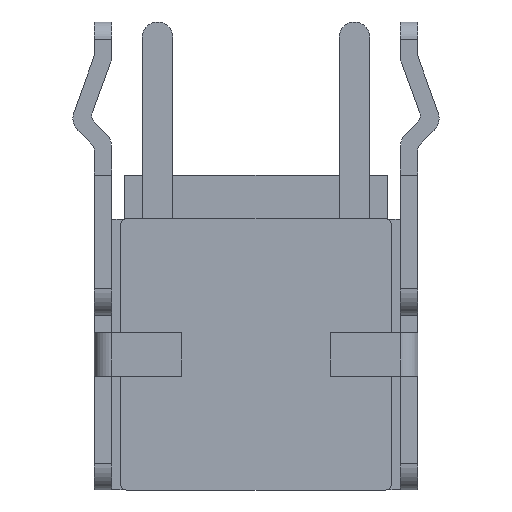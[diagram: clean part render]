
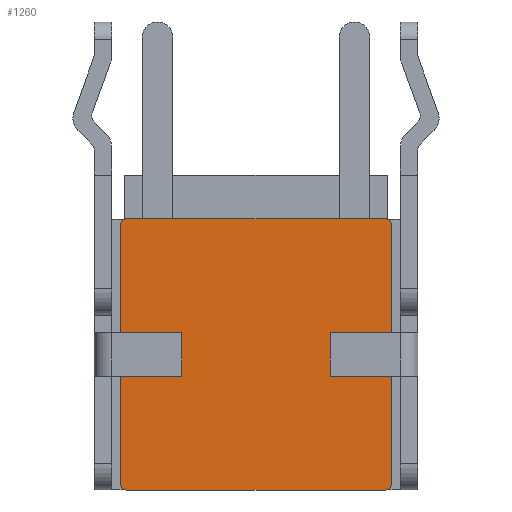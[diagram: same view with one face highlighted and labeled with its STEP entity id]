
A CAD part, front view. The second image highlights one B-rep face of the part: STEP entity #1260.
In plain terms, the highlighted planar face has unit normal (0, -1, 0).
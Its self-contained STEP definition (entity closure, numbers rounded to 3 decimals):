
#9 = EDGE_CURVE ( 'NONE', #70, #1723, #3791, .T. ) ;
#70 = VERTEX_POINT ( 'NONE', #1135 ) ;
#158 = VERTEX_POINT ( 'NONE', #896 ) ;
#161 = ORIENTED_EDGE ( 'NONE', *, *, #2443, .T. ) ;
#194 = VECTOR ( 'NONE', #385, 1000. ) ;
#212 = ORIENTED_EDGE ( 'NONE', *, *, #3475, .F. ) ;
#238 = CARTESIAN_POINT ( 'NONE',  ( -2.95, 0., 3.1 ) ) ;
#267 = CARTESIAN_POINT ( 'NONE',  ( 2.95, 0., -2.95 ) ) ;
#270 = AXIS2_PLACEMENT_3D ( 'NONE', #267, #544, #3023 ) ;
#272 = CARTESIAN_POINT ( 'NONE',  ( 1.7, 0., -0.5 ) ) ;
#292 = EDGE_CURVE ( 'NONE', #1965, #3671, #1831, .T. ) ;
#357 = CARTESIAN_POINT ( 'NONE',  ( 2.95, 0., 3.1 ) ) ;
#385 = DIRECTION ( 'NONE',  ( 1., 0., 0. ) ) ;
#409 = CARTESIAN_POINT ( 'NONE',  ( -3.1, 0., -2.95 ) ) ;
#425 = VECTOR ( 'NONE', #448, 1000. ) ;
#433 = DIRECTION ( 'NONE',  ( 0., 0., 1. ) ) ;
#436 = LINE ( 'NONE', #1989, #1910 ) ;
#442 = LINE ( 'NONE', #3938, #1021 ) ;
#446 = EDGE_CURVE ( 'NONE', #1490, #70, #1349, .T. ) ;
#448 = DIRECTION ( 'NONE',  ( 0., 0., -1. ) ) ;
#465 = VERTEX_POINT ( 'NONE', #975 ) ;
#478 = CARTESIAN_POINT ( 'NONE',  ( 1.7, 0., 0.5 ) ) ;
#481 = AXIS2_PLACEMENT_3D ( 'NONE', #1677, #3190, #433 ) ;
#516 = CARTESIAN_POINT ( 'NONE',  ( 2.95, 0., 2.95 ) ) ;
#525 = DIRECTION ( 'NONE',  ( 0., 0., 1. ) ) ;
#544 = DIRECTION ( 'NONE',  ( 0., -1., 0. ) ) ;
#564 = ORIENTED_EDGE ( 'NONE', *, *, #2681, .F. ) ;
#580 = LINE ( 'NONE', #1915, #3106 ) ;
#632 = CARTESIAN_POINT ( 'NONE',  ( 3.1, 0., 3.1 ) ) ;
#655 = ORIENTED_EDGE ( 'NONE', *, *, #4021, .T. ) ;
#692 = EDGE_CURVE ( 'NONE', #3671, #1913, #1824, .T. ) ;
#742 = CARTESIAN_POINT ( 'NONE',  ( 3.1, 0., 0.5 ) ) ;
#849 = VECTOR ( 'NONE', #1767, 1000. ) ;
#856 = CARTESIAN_POINT ( 'NONE',  ( 3.7, 0., -0.5 ) ) ;
#896 = CARTESIAN_POINT ( 'NONE',  ( 3.1, 0., -0.5 ) ) ;
#911 = CARTESIAN_POINT ( 'NONE',  ( -3.1, 0., -0.5 ) ) ;
#957 = EDGE_CURVE ( 'NONE', #2906, #1638, #580, .T. ) ;
#975 = CARTESIAN_POINT ( 'NONE',  ( -1.7, 0., 0.5 ) ) ;
#1021 = VECTOR ( 'NONE', #2099, 1000. ) ;
#1032 = EDGE_CURVE ( 'NONE', #1596, #4034, #436, .T. ) ;
#1034 = ORIENTED_EDGE ( 'NONE', *, *, #1032, .T. ) ;
#1081 = CARTESIAN_POINT ( 'NONE',  ( 3.1, 0., -2.95 ) ) ;
#1087 = EDGE_LOOP ( 'NONE', ( #3421, #564, #2973, #2915, #212, #161, #2185, #655, #1034, #2709, #2960, #3186, #1628, #2978, #2882, #2591 ) ) ;
#1107 = FACE_OUTER_BOUND ( 'NONE', #1087, .T. ) ;
#1127 = VECTOR ( 'NONE', #4040, 1000. ) ;
#1135 = CARTESIAN_POINT ( 'NONE',  ( 1.7, 0., 0.5 ) ) ;
#1215 = PLANE ( 'NONE',  #2261 ) ;
#1260 = ADVANCED_FACE ( 'NONE', ( #1107 ), #1215, .F. ) ;
#1262 = EDGE_CURVE ( 'NONE', #2906, #2120, #3751, .T. ) ;
#1349 = LINE ( 'NONE', #3741, #2929 ) ;
#1358 = LINE ( 'NONE', #2661, #2243 ) ;
#1395 = CARTESIAN_POINT ( 'NONE',  ( -2.95, 0., 2.95 ) ) ;
#1415 = CARTESIAN_POINT ( 'NONE',  ( -3.1, 0., 2.95 ) ) ;
#1490 = VERTEX_POINT ( 'NONE', #742 ) ;
#1519 = DIRECTION ( 'NONE',  ( 0., 0., -1. ) ) ;
#1535 = CARTESIAN_POINT ( 'NONE',  ( -3.1, 0., 3.1 ) ) ;
#1584 = EDGE_CURVE ( 'NONE', #1638, #465, #1358, .T. ) ;
#1596 = VERTEX_POINT ( 'NONE', #1415 ) ;
#1628 = ORIENTED_EDGE ( 'NONE', *, *, #1262, .T. ) ;
#1635 = CARTESIAN_POINT ( 'NONE',  ( -3.1, 0., 3.1 ) ) ;
#1638 = VERTEX_POINT ( 'NONE', #3970 ) ;
#1666 = LINE ( 'NONE', #1635, #194 ) ;
#1677 = CARTESIAN_POINT ( 'NONE',  ( -2.95, 0., -2.95 ) ) ;
#1719 = LINE ( 'NONE', #856, #1127 ) ;
#1723 = VERTEX_POINT ( 'NONE', #272 ) ;
#1767 = DIRECTION ( 'NONE',  ( 0., 0., -1. ) ) ;
#1795 = AXIS2_PLACEMENT_3D ( 'NONE', #1395, #1998, #2885 ) ;
#1824 = CIRCLE ( 'NONE', #270, 0.15 ) ;
#1831 = LINE ( 'NONE', #3625, #3245 ) ;
#1910 = VECTOR ( 'NONE', #3538, 1000. ) ;
#1913 = VERTEX_POINT ( 'NONE', #1081 ) ;
#1915 = CARTESIAN_POINT ( 'NONE',  ( -3.7, 0., -0.5 ) ) ;
#1929 = VERTEX_POINT ( 'NONE', #2030 ) ;
#1965 = VERTEX_POINT ( 'NONE', #3293 ) ;
#1989 = CARTESIAN_POINT ( 'NONE',  ( -3.1, 0., 3.1 ) ) ;
#1998 = DIRECTION ( 'NONE',  ( 0., -1., 0. ) ) ;
#2030 = CARTESIAN_POINT ( 'NONE',  ( 3.1, 0., 2.95 ) ) ;
#2038 = EDGE_CURVE ( 'NONE', #465, #4034, #442, .T. ) ;
#2087 = EDGE_CURVE ( 'NONE', #3577, #3907, #1666, .T. ) ;
#2099 = DIRECTION ( 'NONE',  ( -1., 0., 0. ) ) ;
#2120 = VERTEX_POINT ( 'NONE', #409 ) ;
#2185 = ORIENTED_EDGE ( 'NONE', *, *, #2087, .F. ) ;
#2187 = CIRCLE ( 'NONE', #1795, 0.15 ) ;
#2243 = VECTOR ( 'NONE', #525, 1000. ) ;
#2261 = AXIS2_PLACEMENT_3D ( 'NONE', #1535, #2469, #2441 ) ;
#2290 = CARTESIAN_POINT ( 'NONE',  ( -3.1, 0., 0.5 ) ) ;
#2441 = DIRECTION ( 'NONE',  ( 0., 0., 1. ) ) ;
#2443 = EDGE_CURVE ( 'NONE', #1929, #3907, #3410, .T. ) ;
#2469 = DIRECTION ( 'NONE',  ( 0., 1., 0. ) ) ;
#2546 = DIRECTION ( 'NONE',  ( 1., 0., 0. ) ) ;
#2591 = ORIENTED_EDGE ( 'NONE', *, *, #692, .T. ) ;
#2661 = CARTESIAN_POINT ( 'NONE',  ( -1.7, 0., 0.5 ) ) ;
#2668 = CARTESIAN_POINT ( 'NONE',  ( 3.1, 0., 3.1 ) ) ;
#2681 = EDGE_CURVE ( 'NONE', #1723, #158, #1719, .T. ) ;
#2709 = ORIENTED_EDGE ( 'NONE', *, *, #2038, .F. ) ;
#2725 = CARTESIAN_POINT ( 'NONE',  ( -3.1, 0., 3.1 ) ) ;
#2882 = ORIENTED_EDGE ( 'NONE', *, *, #292, .T. ) ;
#2885 = DIRECTION ( 'NONE',  ( 0., 0., 1. ) ) ;
#2906 = VERTEX_POINT ( 'NONE', #911 ) ;
#2915 = ORIENTED_EDGE ( 'NONE', *, *, #446, .F. ) ;
#2929 = VECTOR ( 'NONE', #3099, 1000. ) ;
#2960 = ORIENTED_EDGE ( 'NONE', *, *, #1584, .F. ) ;
#2973 = ORIENTED_EDGE ( 'NONE', *, *, #9, .F. ) ;
#2978 = ORIENTED_EDGE ( 'NONE', *, *, #3131, .T. ) ;
#3016 = DIRECTION ( 'NONE',  ( 1., 0., 0. ) ) ;
#3023 = DIRECTION ( 'NONE',  ( 0., 0., 1. ) ) ;
#3099 = DIRECTION ( 'NONE',  ( -1., 0., 0. ) ) ;
#3106 = VECTOR ( 'NONE', #2546, 1000. ) ;
#3131 = EDGE_CURVE ( 'NONE', #2120, #1965, #3270, .T. ) ;
#3161 = AXIS2_PLACEMENT_3D ( 'NONE', #516, #3643, #3601 ) ;
#3186 = ORIENTED_EDGE ( 'NONE', *, *, #957, .F. ) ;
#3190 = DIRECTION ( 'NONE',  ( 0., -1., 0. ) ) ;
#3245 = VECTOR ( 'NONE', #3016, 1000. ) ;
#3256 = LINE ( 'NONE', #632, #3982 ) ;
#3270 = CIRCLE ( 'NONE', #481, 0.15 ) ;
#3293 = CARTESIAN_POINT ( 'NONE',  ( -2.95, 0., -3.1 ) ) ;
#3394 = DIRECTION ( 'NONE',  ( 0., 0., -1. ) ) ;
#3410 = CIRCLE ( 'NONE', #3161, 0.15 ) ;
#3421 = ORIENTED_EDGE ( 'NONE', *, *, #3770, .F. ) ;
#3457 = VECTOR ( 'NONE', #1519, 1000. ) ;
#3475 = EDGE_CURVE ( 'NONE', #1929, #1490, #3744, .T. ) ;
#3538 = DIRECTION ( 'NONE',  ( 0., 0., -1. ) ) ;
#3577 = VERTEX_POINT ( 'NONE', #238 ) ;
#3601 = DIRECTION ( 'NONE',  ( 0., 0., 1. ) ) ;
#3625 = CARTESIAN_POINT ( 'NONE',  ( -3.1, 0., -3.1 ) ) ;
#3643 = DIRECTION ( 'NONE',  ( 0., -1., 0. ) ) ;
#3671 = VERTEX_POINT ( 'NONE', #3959 ) ;
#3741 = CARTESIAN_POINT ( 'NONE',  ( 3.7, 0., 0.5 ) ) ;
#3744 = LINE ( 'NONE', #2668, #849 ) ;
#3751 = LINE ( 'NONE', #2725, #3457 ) ;
#3770 = EDGE_CURVE ( 'NONE', #158, #1913, #3256, .T. ) ;
#3791 = LINE ( 'NONE', #478, #425 ) ;
#3907 = VERTEX_POINT ( 'NONE', #357 ) ;
#3938 = CARTESIAN_POINT ( 'NONE',  ( -3.7, 0., 0.5 ) ) ;
#3959 = CARTESIAN_POINT ( 'NONE',  ( 2.95, 0., -3.1 ) ) ;
#3970 = CARTESIAN_POINT ( 'NONE',  ( -1.7, 0., -0.5 ) ) ;
#3982 = VECTOR ( 'NONE', #3394, 1000. ) ;
#4021 = EDGE_CURVE ( 'NONE', #3577, #1596, #2187, .T. ) ;
#4034 = VERTEX_POINT ( 'NONE', #2290 ) ;
#4040 = DIRECTION ( 'NONE',  ( 1., 0., 0. ) ) ;
